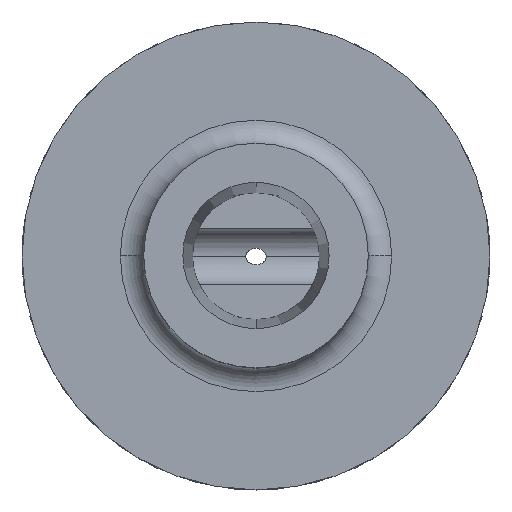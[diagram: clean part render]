
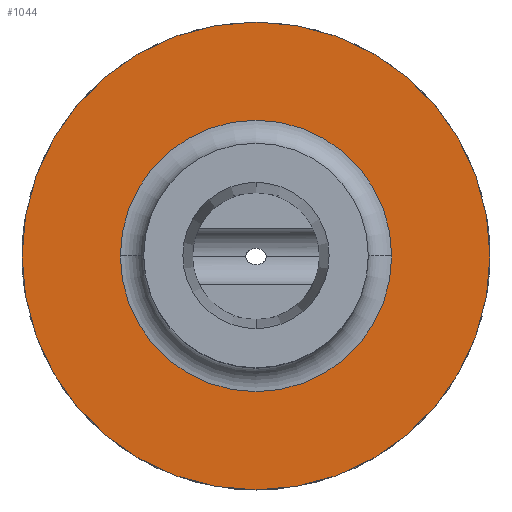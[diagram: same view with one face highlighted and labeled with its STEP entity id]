
A CAD part, top view. The second image highlights one B-rep face of the part: STEP entity #1044.
In plain terms, the highlighted planar face has unit normal (0, 0, 1).
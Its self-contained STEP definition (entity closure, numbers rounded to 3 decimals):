
#72 = DIRECTION ( 'NONE',  ( -1., 0., 0. ) ) ;
#99 = EDGE_LOOP ( 'NONE', ( #1034, #1340 ) ) ;
#167 = DIRECTION ( 'NONE',  ( 0., 0., -1. ) ) ;
#191 = DIRECTION ( 'NONE',  ( 0., 0., -1. ) ) ;
#243 = EDGE_CURVE ( 'NONE', #1862, #1362, #1011, .T. ) ;
#267 = CARTESIAN_POINT ( 'NONE',  ( 29., 0., 38. ) ) ;
#314 = EDGE_CURVE ( 'NONE', #2131, #503, #785, .T. ) ;
#368 = CARTESIAN_POINT ( 'NONE',  ( 0., 0., 38. ) ) ;
#375 = ORIENTED_EDGE ( 'NONE', *, *, #1218, .T. ) ;
#467 = CARTESIAN_POINT ( 'NONE',  ( 50., 0., 38. ) ) ;
#503 = VERTEX_POINT ( 'NONE', #467 ) ;
#540 = ORIENTED_EDGE ( 'NONE', *, *, #243, .T. ) ;
#549 = CIRCLE ( 'NONE', #1800, 50. ) ;
#563 = DIRECTION ( 'NONE',  ( 0., 0., -1. ) ) ;
#603 = CIRCLE ( 'NONE', #992, 29. ) ;
#623 = AXIS2_PLACEMENT_3D ( 'NONE', #885, #563, #1796 ) ;
#757 = EDGE_CURVE ( 'NONE', #503, #2131, #549, .T. ) ;
#785 = CIRCLE ( 'NONE', #1274, 50. ) ;
#885 = CARTESIAN_POINT ( 'NONE',  ( 0., 0., 38. ) ) ;
#989 = CARTESIAN_POINT ( 'NONE',  ( 0., 0., 38. ) ) ;
#992 = AXIS2_PLACEMENT_3D ( 'NONE', #1251, #191, #1433 ) ;
#994 = EDGE_LOOP ( 'NONE', ( #540, #375 ) ) ;
#1011 = CIRCLE ( 'NONE', #623, 29. ) ;
#1034 = ORIENTED_EDGE ( 'NONE', *, *, #314, .F. ) ;
#1044 = ADVANCED_FACE ( 'NONE', ( #1094, #1980 ), #1757, .F. ) ;
#1086 = DIRECTION ( 'NONE',  ( 0., 0., -1. ) ) ;
#1090 = CARTESIAN_POINT ( 'NONE',  ( -29., 0., 38. ) ) ;
#1094 = FACE_BOUND ( 'NONE', #994, .T. ) ;
#1131 = DIRECTION ( 'NONE',  ( -1., 0., 0. ) ) ;
#1218 = EDGE_CURVE ( 'NONE', #1362, #1862, #603, .T. ) ;
#1229 = AXIS2_PLACEMENT_3D ( 'NONE', #2287, #167, #1373 ) ;
#1251 = CARTESIAN_POINT ( 'NONE',  ( 0., 0., 38. ) ) ;
#1274 = AXIS2_PLACEMENT_3D ( 'NONE', #368, #1086, #1131 ) ;
#1340 = ORIENTED_EDGE ( 'NONE', *, *, #757, .F. ) ;
#1362 = VERTEX_POINT ( 'NONE', #267 ) ;
#1373 = DIRECTION ( 'NONE',  ( -1., 0., 0. ) ) ;
#1433 = DIRECTION ( 'NONE',  ( -1., 0., 0. ) ) ;
#1652 = CARTESIAN_POINT ( 'NONE',  ( -50., 0., 38. ) ) ;
#1757 = PLANE ( 'NONE',  #1229 ) ;
#1796 = DIRECTION ( 'NONE',  ( -1., 0., 0. ) ) ;
#1800 = AXIS2_PLACEMENT_3D ( 'NONE', #989, #1879, #72 ) ;
#1862 = VERTEX_POINT ( 'NONE', #1090 ) ;
#1879 = DIRECTION ( 'NONE',  ( 0., 0., -1. ) ) ;
#1980 = FACE_OUTER_BOUND ( 'NONE', #99, .T. ) ;
#2131 = VERTEX_POINT ( 'NONE', #1652 ) ;
#2287 = CARTESIAN_POINT ( 'NONE',  ( 0., 0., 38. ) ) ;
